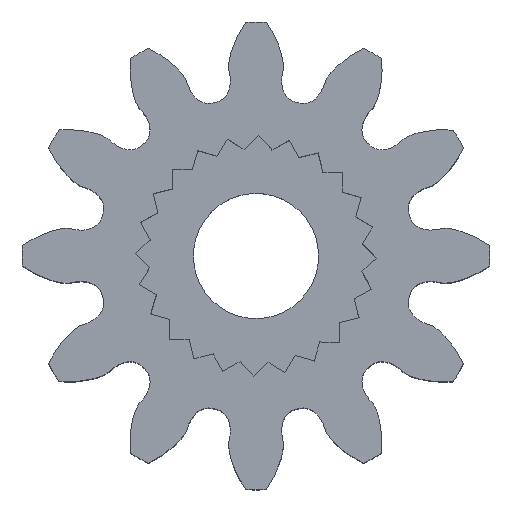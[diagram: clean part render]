
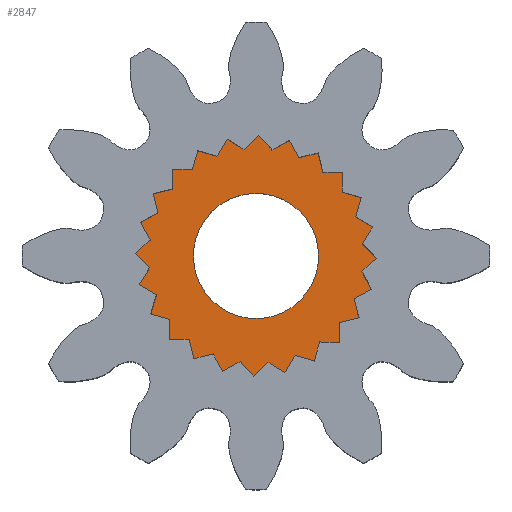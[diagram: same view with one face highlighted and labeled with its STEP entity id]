
A CAD part, top view. The second image highlights one B-rep face of the part: STEP entity #2847.
In plain terms, the highlighted planar face has unit normal (0, 0, 1).
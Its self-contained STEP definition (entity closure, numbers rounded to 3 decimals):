
#14 = AXIS2_PLACEMENT_3D ( 'NONE', #6505, #268, #217 ) ;
#54 = VERTEX_POINT ( 'NONE', #2452 ) ;
#143 = DIRECTION ( 'NONE',  ( 0., 0., 1. ) ) ;
#217 = DIRECTION ( 'NONE',  ( -0.971, -0.241, 0. ) ) ;
#268 = DIRECTION ( 'NONE',  ( 0., 0., 1. ) ) ;
#482 = DIRECTION ( 'NONE',  ( -0.971, -0.241, 0. ) ) ;
#591 = AXIS2_PLACEMENT_3D ( 'NONE', #3160, #6292, #3138 ) ;
#666 = EDGE_LOOP ( 'NONE', ( #2398, #5199 ) ) ;
#738 = EDGE_CURVE ( 'NONE', #6568, #54, #2955, .T. ) ;
#768 = CARTESIAN_POINT ( 'NONE',  ( 3.155, 0.782, 2.6 ) ) ;
#1570 = CIRCLE ( 'NONE', #4923, 3.25 ) ;
#1845 = AXIS2_PLACEMENT_3D ( 'NONE', #3829, #143, #2268 ) ;
#1922 = PLANE ( 'NONE',  #6751 ) ;
#2268 = DIRECTION ( 'NONE',  ( -0.971, -0.241, 0. ) ) ;
#2398 = ORIENTED_EDGE ( 'NONE', *, *, #738, .F. ) ;
#2452 = CARTESIAN_POINT ( 'NONE',  ( -1.456, -0.361, 2.6 ) ) ;
#2847 = ADVANCED_FACE ( 'NONE', ( #6430, #4684 ), #1922, .T. ) ;
#2955 = CIRCLE ( 'NONE', #591, 1.5 ) ;
#3086 = CARTESIAN_POINT ( 'NONE',  ( -3.155, -0.782, 2.6 ) ) ;
#3138 = DIRECTION ( 'NONE',  ( -0.971, -0.241, 0. ) ) ;
#3160 = CARTESIAN_POINT ( 'NONE',  ( 0., 0., 2.6 ) ) ;
#3372 = DIRECTION ( 'NONE',  ( 0., 0., 1. ) ) ;
#3375 = CARTESIAN_POINT ( 'NONE',  ( 1.456, 0.361, 2.6 ) ) ;
#3550 = EDGE_LOOP ( 'NONE', ( #4740, #3880 ) ) ;
#3557 = VERTEX_POINT ( 'NONE', #768 ) ;
#3829 = CARTESIAN_POINT ( 'NONE',  ( 0., 0., 2.6 ) ) ;
#3880 = ORIENTED_EDGE ( 'NONE', *, *, #4103, .T. ) ;
#4103 = EDGE_CURVE ( 'NONE', #5538, #3557, #1570, .T. ) ;
#4155 = CIRCLE ( 'NONE', #14, 1.5 ) ;
#4588 = DIRECTION ( 'NONE',  ( 0., 0., 1. ) ) ;
#4684 = FACE_BOUND ( 'NONE', #666, .T. ) ;
#4740 = ORIENTED_EDGE ( 'NONE', *, *, #4866, .T. ) ;
#4826 = CIRCLE ( 'NONE', #1845, 3.25 ) ;
#4866 = EDGE_CURVE ( 'NONE', #3557, #5538, #4826, .T. ) ;
#4909 = CARTESIAN_POINT ( 'NONE',  ( 0., 0., 2.6 ) ) ;
#4923 = AXIS2_PLACEMENT_3D ( 'NONE', #4909, #3372, #5521 ) ;
#5199 = ORIENTED_EDGE ( 'NONE', *, *, #5915, .F. ) ;
#5521 = DIRECTION ( 'NONE',  ( -0.971, -0.241, 0. ) ) ;
#5538 = VERTEX_POINT ( 'NONE', #3086 ) ;
#5592 = CARTESIAN_POINT ( 'NONE',  ( 0., 0., 2.6 ) ) ;
#5915 = EDGE_CURVE ( 'NONE', #54, #6568, #4155, .T. ) ;
#6292 = DIRECTION ( 'NONE',  ( 0., 0., 1. ) ) ;
#6430 = FACE_OUTER_BOUND ( 'NONE', #3550, .T. ) ;
#6505 = CARTESIAN_POINT ( 'NONE',  ( 0., 0., 2.6 ) ) ;
#6568 = VERTEX_POINT ( 'NONE', #3375 ) ;
#6751 = AXIS2_PLACEMENT_3D ( 'NONE', #5592, #4588, #482 ) ;
